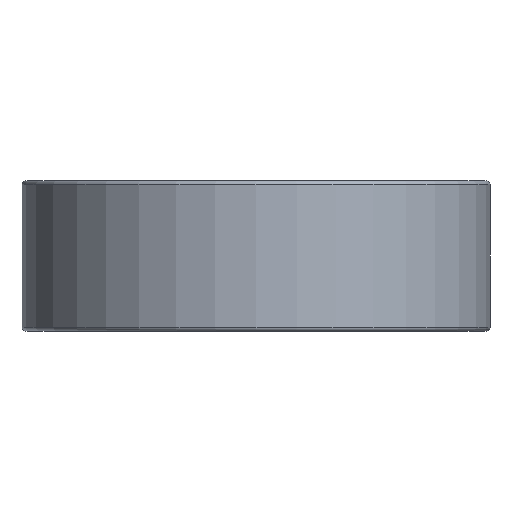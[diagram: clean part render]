
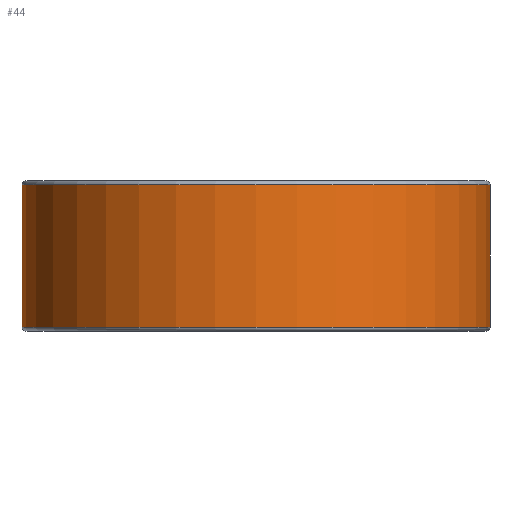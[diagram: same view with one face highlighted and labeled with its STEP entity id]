
A CAD part, front view. The second image highlights one B-rep face of the part: STEP entity #44.
In plain terms, the highlighted cylindrical face has radius 6 mm (diameter 12 mm), a full revolution.
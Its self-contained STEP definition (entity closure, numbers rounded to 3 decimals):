
#2 = CIRCLE ( 'NONE', #126, 6. ) ;
#4 = ORIENTED_EDGE ( 'NONE', *, *, #198, .T. ) ;
#9 = DIRECTION ( 'NONE',  ( -1., 0., 0. ) ) ;
#10 = CARTESIAN_POINT ( 'NONE',  ( 0., 0., 3.85 ) ) ;
#25 = EDGE_LOOP ( 'NONE', ( #4 ) ) ;
#27 = FACE_OUTER_BOUND ( 'NONE', #25, .T. ) ;
#33 = AXIS2_PLACEMENT_3D ( 'NONE', #155, #140, #193 ) ;
#44 = ADVANCED_FACE ( 'NONE', ( #27, #105 ), #173, .T. ) ;
#45 = DIRECTION ( 'NONE',  ( 1., 0., 0. ) ) ;
#58 = CIRCLE ( 'NONE', #33, 6. ) ;
#62 = CARTESIAN_POINT ( 'NONE',  ( 0., 0., 3.75 ) ) ;
#63 = EDGE_CURVE ( 'NONE', #211, #211, #2, .T. ) ;
#81 = VERTEX_POINT ( 'NONE', #132 ) ;
#105 = FACE_OUTER_BOUND ( 'NONE', #139, .T. ) ;
#126 = AXIS2_PLACEMENT_3D ( 'NONE', #62, #153, #45 ) ;
#132 = CARTESIAN_POINT ( 'NONE',  ( 6., 0., 0.1 ) ) ;
#139 = EDGE_LOOP ( 'NONE', ( #187 ) ) ;
#140 = DIRECTION ( 'NONE',  ( 0., 0., 1. ) ) ;
#153 = DIRECTION ( 'NONE',  ( 0., 0., -1. ) ) ;
#155 = CARTESIAN_POINT ( 'NONE',  ( 0., 0., 0.1 ) ) ;
#170 = DIRECTION ( 'NONE',  ( 0., 0., -1. ) ) ;
#173 = CYLINDRICAL_SURFACE ( 'NONE', #176, 6. ) ;
#175 = CARTESIAN_POINT ( 'NONE',  ( 6., 0., 3.75 ) ) ;
#176 = AXIS2_PLACEMENT_3D ( 'NONE', #10, #170, #9 ) ;
#187 = ORIENTED_EDGE ( 'NONE', *, *, #63, .T. ) ;
#193 = DIRECTION ( 'NONE',  ( 1., 0., 0. ) ) ;
#198 = EDGE_CURVE ( 'NONE', #81, #81, #58, .T. ) ;
#211 = VERTEX_POINT ( 'NONE', #175 ) ;
